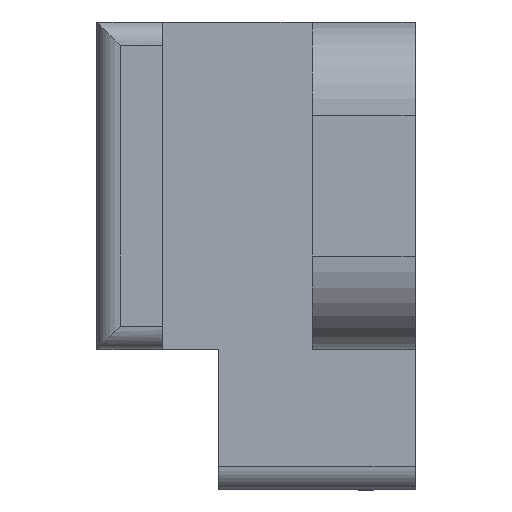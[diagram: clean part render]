
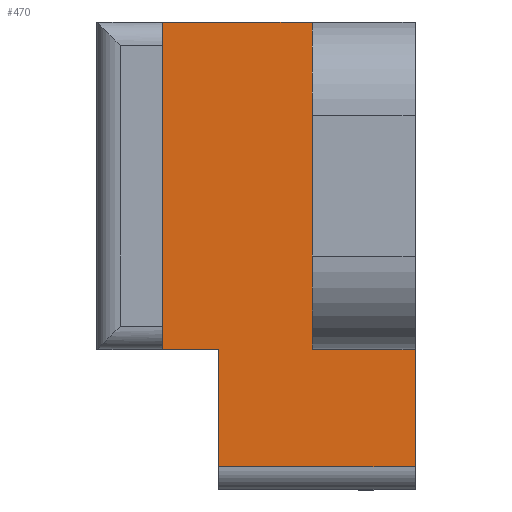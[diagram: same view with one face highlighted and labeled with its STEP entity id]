
A CAD part, left-side view. The second image highlights one B-rep face of the part: STEP entity #470.
In plain terms, the highlighted planar face has unit normal (-1, 0, 0).
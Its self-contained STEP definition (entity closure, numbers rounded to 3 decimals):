
#27=PLANE('',#529);
#52=FACE_OUTER_BOUND('',#77,.T.);
#77=EDGE_LOOP('',(#416,#417,#418,#419,#420,#421,#422,#423));
#87=LINE('',#697,#134);
#90=LINE('',#711,#137);
#99=LINE('',#732,#146);
#110=LINE('',#764,#157);
#119=LINE('',#788,#166);
#123=LINE('',#798,#170);
#124=LINE('',#801,#171);
#126=LINE('',#804,#173);
#134=VECTOR('',#555,10.);
#137=VECTOR('',#568,10.);
#146=VECTOR('',#589,10.);
#157=VECTOR('',#622,10.);
#166=VECTOR('',#645,10.);
#170=VECTOR('',#657,10.);
#171=VECTOR('',#660,10.);
#173=VECTOR('',#664,10.);
#197=VERTEX_POINT('',#683);
#203=VERTEX_POINT('',#695);
#209=VERTEX_POINT('',#709);
#215=VERTEX_POINT('',#731);
#224=VERTEX_POINT('',#761);
#225=VERTEX_POINT('',#763);
#233=VERTEX_POINT('',#786);
#236=VERTEX_POINT('',#800);
#248=EDGE_CURVE('',#203,#197,#87,.T.);
#254=EDGE_CURVE('',#209,#203,#90,.T.);
#265=EDGE_CURVE('',#197,#215,#99,.T.);
#281=EDGE_CURVE('',#224,#225,#110,.T.);
#294=EDGE_CURVE('',#209,#233,#119,.T.);
#299=EDGE_CURVE('',#224,#215,#123,.T.);
#300=EDGE_CURVE('',#236,#225,#124,.T.);
#302=EDGE_CURVE('',#236,#233,#126,.T.);
#416=ORIENTED_EDGE('',*,*,#254,.F.);
#417=ORIENTED_EDGE('',*,*,#294,.T.);
#418=ORIENTED_EDGE('',*,*,#302,.F.);
#419=ORIENTED_EDGE('',*,*,#300,.T.);
#420=ORIENTED_EDGE('',*,*,#281,.F.);
#421=ORIENTED_EDGE('',*,*,#299,.T.);
#422=ORIENTED_EDGE('',*,*,#265,.F.);
#423=ORIENTED_EDGE('',*,*,#248,.F.);
#470=ADVANCED_FACE('',(#52),#27,.T.);
#529=AXIS2_PLACEMENT_3D('',#803,#662,#663);
#555=DIRECTION('',(0.,0.,1.));
#568=DIRECTION('',(0.,1.,0.));
#589=DIRECTION('',(0.,1.,0.));
#622=DIRECTION('',(0.,-1.,0.));
#645=DIRECTION('',(0.,0.,1.));
#657=DIRECTION('',(0.,0.,-1.));
#660=DIRECTION('',(0.,0.,1.));
#662=DIRECTION('center_axis',(-1.,0.,0.));
#663=DIRECTION('ref_axis',(0.,-1.,0.));
#664=DIRECTION('',(0.,-1.,0.));
#683=CARTESIAN_POINT('',(-208.,49.,-28.5));
#695=CARTESIAN_POINT('',(-208.,49.,-31.));
#697=CARTESIAN_POINT('',(-208.,49.,-31.5));
#709=CARTESIAN_POINT('',(-208.,44.8,-31.));
#711=CARTESIAN_POINT('',(-208.,48.45,-31.));
#731=CARTESIAN_POINT('',(-208.,50.2,-28.5));
#732=CARTESIAN_POINT('',(-208.,49.1,-28.5));
#761=CARTESIAN_POINT('',(-208.,50.2,-21.5));
#763=CARTESIAN_POINT('',(-208.,47.,-21.5));
#764=CARTESIAN_POINT('',(-208.,49.1,-21.5));
#786=CARTESIAN_POINT('',(-208.,44.8,-28.5));
#788=CARTESIAN_POINT('',(-208.,44.8,-31.5));
#798=CARTESIAN_POINT('',(-208.,50.2,-28.5));
#800=CARTESIAN_POINT('',(-208.,47.,-28.5));
#801=CARTESIAN_POINT('',(-208.,47.,-28.5));
#803=CARTESIAN_POINT('Origin',(-208.,50.,-28.5));
#804=CARTESIAN_POINT('',(-208.,48.6,-28.5));
